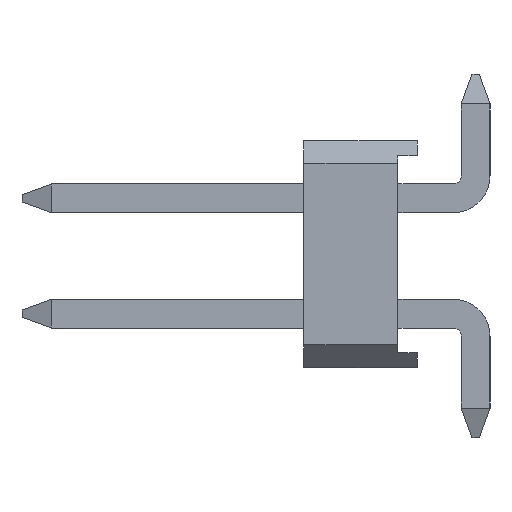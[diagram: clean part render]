
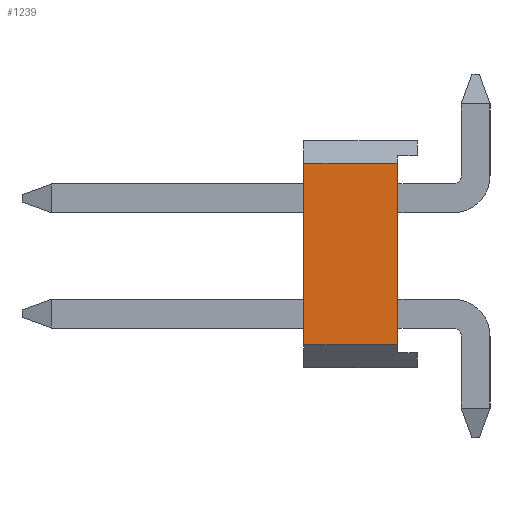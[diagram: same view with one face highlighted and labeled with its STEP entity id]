
A CAD part, left-side view. The second image highlights one B-rep face of the part: STEP entity #1239.
In plain terms, the highlighted face is planar.
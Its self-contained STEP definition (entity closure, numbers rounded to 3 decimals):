
#138 = LINE ( 'NONE', #780, #1469 ) ;
#286 = CARTESIAN_POINT ( 'NONE',  ( -0.77, 2.5, -2.54 ) ) ;
#370 = VECTOR ( 'NONE', #1055, 1000. ) ;
#402 = DIRECTION ( 'NONE',  ( 1., 0., 0. ) ) ;
#430 = LINE ( 'NONE', #1532, #1748 ) ;
#502 = CARTESIAN_POINT ( 'NONE',  ( 3.23, 2.5, -2.54 ) ) ;
#544 = VERTEX_POINT ( 'NONE', #1223 ) ;
#555 = CARTESIAN_POINT ( 'NONE',  ( 3.73, 0.43, -2.54 ) ) ;
#566 = DIRECTION ( 'NONE',  ( 1., 0., 0. ) ) ;
#574 = LINE ( 'NONE', #611, #370 ) ;
#611 = CARTESIAN_POINT ( 'NONE',  ( -0.77, 2.5, -2.54 ) ) ;
#621 = LINE ( 'NONE', #555, #1715 ) ;
#637 = ORIENTED_EDGE ( 'NONE', *, *, #1441, .F. ) ;
#757 = ORIENTED_EDGE ( 'NONE', *, *, #969, .F. ) ;
#780 = CARTESIAN_POINT ( 'NONE',  ( 3.23, 2.5, -2.54 ) ) ;
#804 = PLANE ( 'NONE',  #870 ) ;
#870 = AXIS2_PLACEMENT_3D ( 'NONE', #1429, #1537, #402 ) ;
#962 = DIRECTION ( 'NONE',  ( -1., 0., 0. ) ) ;
#969 = EDGE_CURVE ( 'NONE', #1394, #1613, #138, .T. ) ;
#1055 = DIRECTION ( 'NONE',  ( 0., -1., 0. ) ) ;
#1073 = ORIENTED_EDGE ( 'NONE', *, *, #1494, .F. ) ;
#1129 = FACE_OUTER_BOUND ( 'NONE', #1440, .T. ) ;
#1223 = CARTESIAN_POINT ( 'NONE',  ( -0.77, 0.43, -2.54 ) ) ;
#1239 = ADVANCED_FACE ( 'NONE', ( #1129 ), #804, .F. ) ;
#1346 = ORIENTED_EDGE ( 'NONE', *, *, #1727, .F. ) ;
#1394 = VERTEX_POINT ( 'NONE', #1442 ) ;
#1413 = VERTEX_POINT ( 'NONE', #286 ) ;
#1429 = CARTESIAN_POINT ( 'NONE',  ( 3.73, 2.5, -2.54 ) ) ;
#1440 = EDGE_LOOP ( 'NONE', ( #637, #1073, #1346, #757 ) ) ;
#1441 = EDGE_CURVE ( 'NONE', #544, #1394, #621, .T. ) ;
#1442 = CARTESIAN_POINT ( 'NONE',  ( 3.23, 0.43, -2.54 ) ) ;
#1469 = VECTOR ( 'NONE', #1500, 1000. ) ;
#1494 = EDGE_CURVE ( 'NONE', #1413, #544, #574, .T. ) ;
#1500 = DIRECTION ( 'NONE',  ( 0., 1., 0. ) ) ;
#1532 = CARTESIAN_POINT ( 'NONE',  ( 0., 2.5, -2.54 ) ) ;
#1537 = DIRECTION ( 'NONE',  ( 0., 0., 1. ) ) ;
#1613 = VERTEX_POINT ( 'NONE', #502 ) ;
#1715 = VECTOR ( 'NONE', #566, 1000. ) ;
#1727 = EDGE_CURVE ( 'NONE', #1613, #1413, #430, .T. ) ;
#1748 = VECTOR ( 'NONE', #962, 1000. ) ;
